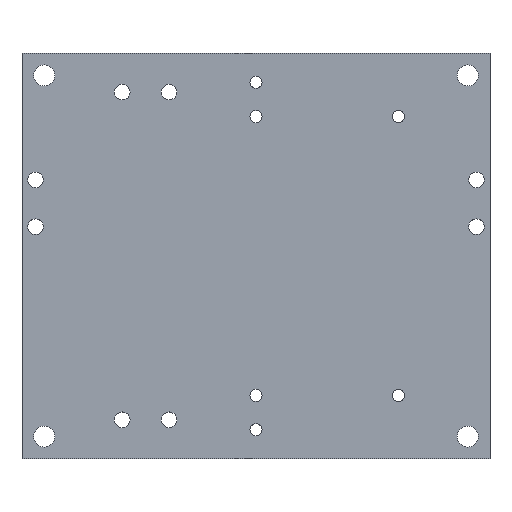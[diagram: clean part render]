
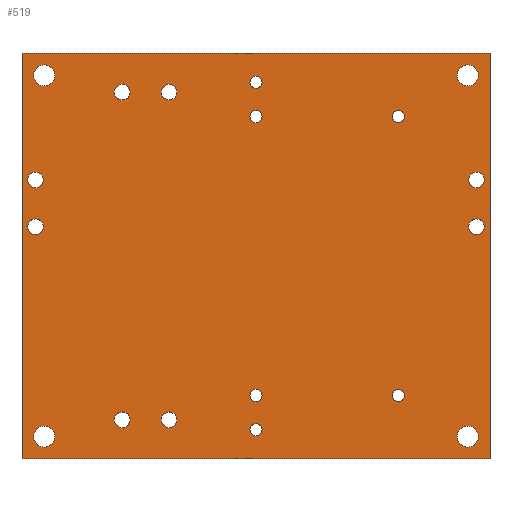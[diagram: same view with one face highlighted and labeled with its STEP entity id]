
A CAD part, top view. The second image highlights one B-rep face of the part: STEP entity #519.
In plain terms, the highlighted planar face has unit normal (0, 0, 1).
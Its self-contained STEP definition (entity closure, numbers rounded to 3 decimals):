
#15=FACE_BOUND('',#104,.T.);
#16=FACE_BOUND('',#105,.T.);
#17=FACE_BOUND('',#106,.T.);
#18=FACE_BOUND('',#107,.T.);
#19=FACE_BOUND('',#108,.T.);
#20=FACE_BOUND('',#109,.T.);
#21=FACE_BOUND('',#110,.T.);
#22=FACE_BOUND('',#111,.T.);
#23=FACE_BOUND('',#112,.T.);
#24=FACE_BOUND('',#113,.T.);
#25=FACE_BOUND('',#114,.T.);
#26=FACE_BOUND('',#115,.T.);
#27=FACE_BOUND('',#116,.T.);
#28=FACE_BOUND('',#117,.T.);
#29=FACE_BOUND('',#118,.T.);
#30=FACE_BOUND('',#119,.T.);
#31=FACE_BOUND('',#120,.T.);
#32=FACE_BOUND('',#121,.T.);
#55=PLANE('',#593);
#79=FACE_OUTER_BOUND('',#103,.T.);
#103=EDGE_LOOP('',(#435,#436,#437,#438));
#104=EDGE_LOOP('',(#439));
#105=EDGE_LOOP('',(#440));
#106=EDGE_LOOP('',(#441));
#107=EDGE_LOOP('',(#442));
#108=EDGE_LOOP('',(#443));
#109=EDGE_LOOP('',(#444));
#110=EDGE_LOOP('',(#445));
#111=EDGE_LOOP('',(#446));
#112=EDGE_LOOP('',(#447));
#113=EDGE_LOOP('',(#448));
#114=EDGE_LOOP('',(#449));
#115=EDGE_LOOP('',(#450));
#116=EDGE_LOOP('',(#451));
#117=EDGE_LOOP('',(#452));
#118=EDGE_LOOP('',(#453));
#119=EDGE_LOOP('',(#454));
#120=EDGE_LOOP('',(#455));
#121=EDGE_LOOP('',(#456));
#161=LINE('',#863,#191);
#164=LINE('',#869,#194);
#167=LINE('',#875,#197);
#170=LINE('',#879,#200);
#191=VECTOR('',#727,10.);
#194=VECTOR('',#732,10.);
#197=VECTOR('',#737,10.);
#200=VECTOR('',#742,10.);
#201=CIRCLE('',#536,1.55);
#203=CIRCLE('',#539,1.55);
#205=CIRCLE('',#542,1.55);
#207=CIRCLE('',#545,1.55);
#209=CIRCLE('',#548,1.55);
#211=CIRCLE('',#551,2.);
#213=CIRCLE('',#554,2.);
#215=CIRCLE('',#557,2.);
#217=CIRCLE('',#560,2.);
#219=CIRCLE('',#563,2.7);
#221=CIRCLE('',#566,2.);
#223=CIRCLE('',#569,1.55);
#225=CIRCLE('',#572,2.);
#227=CIRCLE('',#575,2.7);
#229=CIRCLE('',#578,2.);
#231=CIRCLE('',#581,2.7);
#233=CIRCLE('',#584,2.7);
#235=CIRCLE('',#587,2.);
#237=VERTEX_POINT('',#749);
#239=VERTEX_POINT('',#755);
#241=VERTEX_POINT('',#761);
#243=VERTEX_POINT('',#767);
#245=VERTEX_POINT('',#773);
#247=VERTEX_POINT('',#779);
#249=VERTEX_POINT('',#785);
#251=VERTEX_POINT('',#791);
#253=VERTEX_POINT('',#797);
#255=VERTEX_POINT('',#803);
#257=VERTEX_POINT('',#809);
#259=VERTEX_POINT('',#815);
#261=VERTEX_POINT('',#821);
#263=VERTEX_POINT('',#827);
#265=VERTEX_POINT('',#833);
#267=VERTEX_POINT('',#839);
#269=VERTEX_POINT('',#845);
#271=VERTEX_POINT('',#851);
#275=VERTEX_POINT('',#860);
#276=VERTEX_POINT('',#862);
#278=VERTEX_POINT('',#868);
#280=VERTEX_POINT('',#874);
#281=EDGE_CURVE('',#237,#237,#201,.T.);
#284=EDGE_CURVE('',#239,#239,#203,.T.);
#287=EDGE_CURVE('',#241,#241,#205,.T.);
#290=EDGE_CURVE('',#243,#243,#207,.T.);
#293=EDGE_CURVE('',#245,#245,#209,.T.);
#296=EDGE_CURVE('',#247,#247,#211,.T.);
#299=EDGE_CURVE('',#249,#249,#213,.T.);
#302=EDGE_CURVE('',#251,#251,#215,.T.);
#305=EDGE_CURVE('',#253,#253,#217,.T.);
#308=EDGE_CURVE('',#255,#255,#219,.T.);
#311=EDGE_CURVE('',#257,#257,#221,.T.);
#314=EDGE_CURVE('',#259,#259,#223,.T.);
#317=EDGE_CURVE('',#261,#261,#225,.T.);
#320=EDGE_CURVE('',#263,#263,#227,.T.);
#323=EDGE_CURVE('',#265,#265,#229,.T.);
#326=EDGE_CURVE('',#267,#267,#231,.T.);
#329=EDGE_CURVE('',#269,#269,#233,.T.);
#332=EDGE_CURVE('',#271,#271,#235,.T.);
#337=EDGE_CURVE('',#276,#275,#161,.T.);
#340=EDGE_CURVE('',#278,#276,#164,.T.);
#343=EDGE_CURVE('',#280,#278,#167,.T.);
#346=EDGE_CURVE('',#275,#280,#170,.T.);
#435=ORIENTED_EDGE('',*,*,#346,.T.);
#436=ORIENTED_EDGE('',*,*,#343,.T.);
#437=ORIENTED_EDGE('',*,*,#340,.T.);
#438=ORIENTED_EDGE('',*,*,#337,.T.);
#439=ORIENTED_EDGE('',*,*,#332,.T.);
#440=ORIENTED_EDGE('',*,*,#329,.T.);
#441=ORIENTED_EDGE('',*,*,#326,.T.);
#442=ORIENTED_EDGE('',*,*,#323,.T.);
#443=ORIENTED_EDGE('',*,*,#320,.T.);
#444=ORIENTED_EDGE('',*,*,#317,.T.);
#445=ORIENTED_EDGE('',*,*,#314,.T.);
#446=ORIENTED_EDGE('',*,*,#311,.T.);
#447=ORIENTED_EDGE('',*,*,#308,.T.);
#448=ORIENTED_EDGE('',*,*,#305,.T.);
#449=ORIENTED_EDGE('',*,*,#302,.T.);
#450=ORIENTED_EDGE('',*,*,#299,.T.);
#451=ORIENTED_EDGE('',*,*,#296,.T.);
#452=ORIENTED_EDGE('',*,*,#293,.T.);
#453=ORIENTED_EDGE('',*,*,#290,.T.);
#454=ORIENTED_EDGE('',*,*,#287,.T.);
#455=ORIENTED_EDGE('',*,*,#284,.T.);
#456=ORIENTED_EDGE('',*,*,#281,.T.);
#519=ADVANCED_FACE('',(#79,#15,#16,#17,#18,#19,#20,#21,#22,#23,#24,#25,
#26,#27,#28,#29,#30,#31,#32),#55,.T.);
#536=AXIS2_PLACEMENT_3D('',#750,#599,#600);
#539=AXIS2_PLACEMENT_3D('',#756,#606,#607);
#542=AXIS2_PLACEMENT_3D('',#762,#613,#614);
#545=AXIS2_PLACEMENT_3D('',#768,#620,#621);
#548=AXIS2_PLACEMENT_3D('',#774,#627,#628);
#551=AXIS2_PLACEMENT_3D('',#780,#634,#635);
#554=AXIS2_PLACEMENT_3D('',#786,#641,#642);
#557=AXIS2_PLACEMENT_3D('',#792,#648,#649);
#560=AXIS2_PLACEMENT_3D('',#798,#655,#656);
#563=AXIS2_PLACEMENT_3D('',#804,#662,#663);
#566=AXIS2_PLACEMENT_3D('',#810,#669,#670);
#569=AXIS2_PLACEMENT_3D('',#816,#676,#677);
#572=AXIS2_PLACEMENT_3D('',#822,#683,#684);
#575=AXIS2_PLACEMENT_3D('',#828,#690,#691);
#578=AXIS2_PLACEMENT_3D('',#834,#697,#698);
#581=AXIS2_PLACEMENT_3D('',#840,#704,#705);
#584=AXIS2_PLACEMENT_3D('',#846,#711,#712);
#587=AXIS2_PLACEMENT_3D('',#852,#718,#719);
#593=AXIS2_PLACEMENT_3D('',#880,#743,#744);
#599=DIRECTION('center_axis',(0.,0.,-1.));
#600=DIRECTION('ref_axis',(1.,0.,0.));
#606=DIRECTION('center_axis',(0.,0.,-1.));
#607=DIRECTION('ref_axis',(1.,0.,0.));
#613=DIRECTION('center_axis',(0.,0.,-1.));
#614=DIRECTION('ref_axis',(1.,0.,0.));
#620=DIRECTION('center_axis',(0.,0.,-1.));
#621=DIRECTION('ref_axis',(1.,0.,0.));
#627=DIRECTION('center_axis',(0.,0.,-1.));
#628=DIRECTION('ref_axis',(1.,0.,0.));
#634=DIRECTION('center_axis',(0.,0.,-1.));
#635=DIRECTION('ref_axis',(1.,0.,0.));
#641=DIRECTION('center_axis',(0.,0.,-1.));
#642=DIRECTION('ref_axis',(1.,0.,0.));
#648=DIRECTION('center_axis',(0.,0.,-1.));
#649=DIRECTION('ref_axis',(1.,0.,0.));
#655=DIRECTION('center_axis',(0.,0.,-1.));
#656=DIRECTION('ref_axis',(1.,0.,0.));
#662=DIRECTION('center_axis',(0.,0.,-1.));
#663=DIRECTION('ref_axis',(1.,0.,0.));
#669=DIRECTION('center_axis',(0.,0.,-1.));
#670=DIRECTION('ref_axis',(1.,0.,0.));
#676=DIRECTION('center_axis',(0.,0.,-1.));
#677=DIRECTION('ref_axis',(1.,0.,0.));
#683=DIRECTION('center_axis',(0.,0.,-1.));
#684=DIRECTION('ref_axis',(1.,0.,0.));
#690=DIRECTION('center_axis',(0.,0.,-1.));
#691=DIRECTION('ref_axis',(1.,0.,0.));
#697=DIRECTION('center_axis',(0.,0.,-1.));
#698=DIRECTION('ref_axis',(1.,0.,0.));
#704=DIRECTION('center_axis',(0.,0.,-1.));
#705=DIRECTION('ref_axis',(1.,0.,0.));
#711=DIRECTION('center_axis',(0.,0.,-1.));
#712=DIRECTION('ref_axis',(1.,0.,0.));
#718=DIRECTION('center_axis',(0.,0.,-1.));
#719=DIRECTION('ref_axis',(1.,0.,0.));
#727=DIRECTION('',(0.,-1.,0.));
#732=DIRECTION('',(-1.,0.,0.));
#737=DIRECTION('',(0.,1.,0.));
#742=DIRECTION('',(1.,0.,0.));
#743=DIRECTION('center_axis',(0.,0.,1.));
#744=DIRECTION('ref_axis',(1.,0.,0.));
#749=CARTESIAN_POINT('',(58.45,7.45,3.));
#750=CARTESIAN_POINT('Origin',(60.,7.45,3.));
#755=CARTESIAN_POINT('',(94.95,16.25,3.));
#756=CARTESIAN_POINT('Origin',(96.5,16.25,3.));
#761=CARTESIAN_POINT('',(58.45,16.25,3.));
#762=CARTESIAN_POINT('Origin',(60.,16.25,3.));
#767=CARTESIAN_POINT('',(94.95,87.75,3.));
#768=CARTESIAN_POINT('Origin',(96.5,87.75,3.));
#773=CARTESIAN_POINT('',(58.45,87.75,3.));
#774=CARTESIAN_POINT('Origin',(60.,87.75,3.));
#779=CARTESIAN_POINT('',(35.7,10.,3.));
#780=CARTESIAN_POINT('Origin',(37.7,10.,3.));
#785=CARTESIAN_POINT('',(23.7,10.,3.));
#786=CARTESIAN_POINT('Origin',(25.7,10.,3.));
#791=CARTESIAN_POINT('',(35.7,94.,3.));
#792=CARTESIAN_POINT('Origin',(37.7,94.,3.));
#797=CARTESIAN_POINT('',(23.7,94.,3.));
#798=CARTESIAN_POINT('Origin',(25.7,94.,3.));
#803=CARTESIAN_POINT('',(111.6,5.7,3.));
#804=CARTESIAN_POINT('Origin',(114.3,5.7,3.));
#809=CARTESIAN_POINT('',(1.5,59.5,3.));
#810=CARTESIAN_POINT('Origin',(3.5,59.5,3.));
#815=CARTESIAN_POINT('',(58.45,96.55,3.));
#816=CARTESIAN_POINT('Origin',(60.,96.55,3.));
#821=CARTESIAN_POINT('',(114.5,71.5,3.));
#822=CARTESIAN_POINT('Origin',(116.5,71.5,3.));
#827=CARTESIAN_POINT('',(3.,5.7,3.));
#828=CARTESIAN_POINT('Origin',(5.7,5.7,3.));
#833=CARTESIAN_POINT('',(114.5,59.5,3.));
#834=CARTESIAN_POINT('Origin',(116.5,59.5,3.));
#839=CARTESIAN_POINT('',(111.6,98.3,3.));
#840=CARTESIAN_POINT('Origin',(114.3,98.3,3.));
#845=CARTESIAN_POINT('',(3.,98.3,3.));
#846=CARTESIAN_POINT('Origin',(5.7,98.3,3.));
#851=CARTESIAN_POINT('',(1.5,71.5,3.));
#852=CARTESIAN_POINT('Origin',(3.5,71.5,3.));
#860=CARTESIAN_POINT('',(0.,0.,3.));
#862=CARTESIAN_POINT('',(0.,104.,3.));
#863=CARTESIAN_POINT('',(0.,0.,3.));
#868=CARTESIAN_POINT('',(120.,104.,3.));
#869=CARTESIAN_POINT('',(0.,104.,3.));
#874=CARTESIAN_POINT('',(120.,0.,3.));
#875=CARTESIAN_POINT('',(120.,0.,3.));
#879=CARTESIAN_POINT('',(120.,0.,3.));
#880=CARTESIAN_POINT('Origin',(60.,52.,3.));
